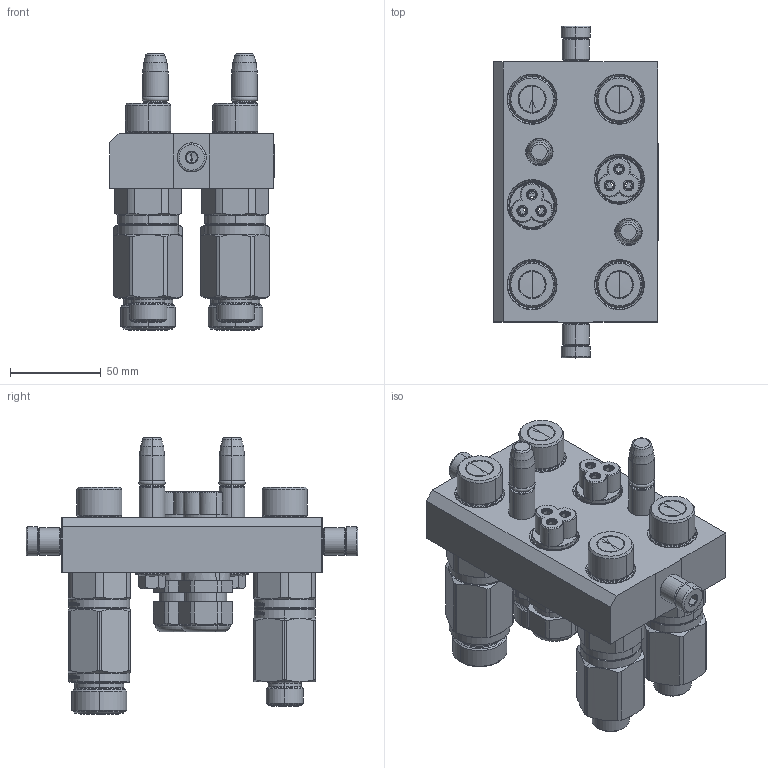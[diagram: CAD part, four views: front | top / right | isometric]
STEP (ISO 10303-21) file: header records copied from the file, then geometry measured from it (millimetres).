
FILE_DESCRIPTION (( 'STEP AP214' ), '1' );
FILE_NAME ('FASTER.step', '2024-07-02T18:33:39', ( '' ), ( '' ), 'SwSTEP 2.0', 'SolidWorks 2017', '' );
FILE_SCHEMA (( 'AUTOMOTIVE_DESIGN' ));
Length unit declared in the file: millimetre
Products named in the file (16): 3ffnp1211_34sm; 3ffnp1211_12sm; corpospel08-3m; FASTER; or2_62x9_19_m; et002; P608_M_BASE; 1540_080_0008_000; 4830_044_0000_000; 4830_021_0000_000; conn_3p_m; 4830_013_3000_030; 4830_028_1000_011; 4850_010_0000_010
Assembly tree (25 placements, depth 3):
  FASTER
    P608_M_BASE
      4850_010_0000_010
      4830_021_0000_000  x2
      4830_013_3000_030  x2
      4830_028_1000_011  x2
      1540_080_0008_000  x2
      or2_62x9_19_m  x2
    3ffnp1211_34sm  x2
      3ffnp1211_34sm
    conn_3p_m  x2
      4830_044_0000_000
      corpospel08-3m
    3ffnp1211_12sm  x2
      3ffnp1211_12sm
    et002
Bounding box: 90.3 x 182.6 x 152.03 mm (x, y, z)
Volume: 2873.9 mm3; surface area: 169387.7 mm2
Topology: 5 solids, 86 shells, 3021 faces, 8685 edges, 5698 vertices
Faces by surface type: plane 1612, cylinder 609, cone 438, torus 210, bspline 140, sphere 12
Entity records: 80259 total; most frequent: CARTESIAN_POINT 20777, ORIENTED_EDGE 10628, DIRECTION 9923, EDGE_CURVE 5689, VERTEX_POINT 3747, LINE 3711, VECTOR 3711, AXIS2_PLACEMENT_3D 3106
